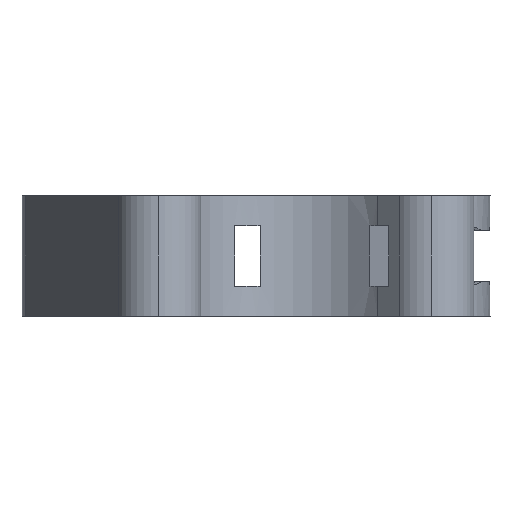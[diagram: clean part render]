
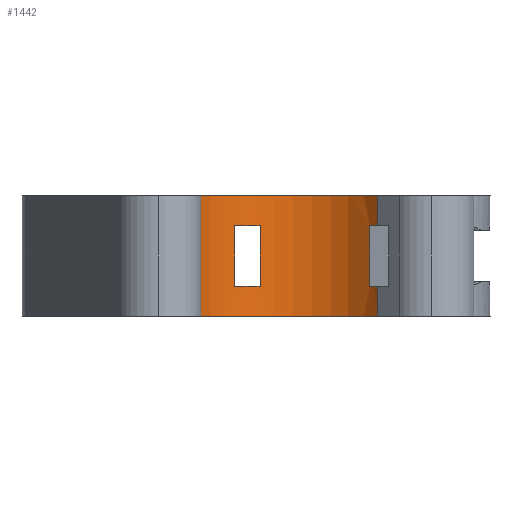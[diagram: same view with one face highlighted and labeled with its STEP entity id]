
A CAD part, left-side view. The second image highlights one B-rep face of the part: STEP entity #1442.
In plain terms, the highlighted cylindrical face has radius 13 mm (diameter 26 mm), a partial arc.
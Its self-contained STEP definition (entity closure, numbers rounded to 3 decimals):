
#330 = CARTESIAN_POINT ( 'NONE',  ( 0., 0., 3.5 ) ) ;
#331 = DIRECTION ( 'NONE',  ( 0., 0., -1. ) ) ;
#332 = VECTOR ( 'NONE', #331, 1000. ) ;
#333 = CARTESIAN_POINT ( 'NONE',  ( -4.073, 12.346, 14. ) ) ;
#335 = LINE ( 'NONE', #333, #332 ) ;
#336 = FACE_BOUND ( 'NONE', #1452, .T. ) ;
#339 = CARTESIAN_POINT ( 'NONE',  ( 12.369, 4., 3.5 ) ) ;
#354 = CARTESIAN_POINT ( 'NONE',  ( 0., 0., 10.5 ) ) ;
#355 = DIRECTION ( 'NONE',  ( 1., 0., 0. ) ) ;
#356 = DIRECTION ( 'NONE',  ( 0., 0., -1. ) ) ;
#358 = CARTESIAN_POINT ( 'NONE',  ( 8.655, -9.7, 14. ) ) ;
#359 = LINE ( 'NONE', #358, #413 ) ;
#361 = CIRCLE ( 'NONE', #368, 13. ) ;
#362 = DIRECTION ( 'NONE',  ( 0., 0., -1. ) ) ;
#363 = VECTOR ( 'NONE', #362, 1000. ) ;
#364 = CARTESIAN_POINT ( 'NONE',  ( 9.585, -8.783, 14. ) ) ;
#366 = AXIS2_PLACEMENT_3D ( 'NONE', #330, #356, #355 ) ;
#367 = LINE ( 'NONE', #364, #363 ) ;
#368 = AXIS2_PLACEMENT_3D ( 'NONE', #354, #417, #416 ) ;
#369 = DIRECTION ( 'NONE',  ( 0., 0., -1. ) ) ;
#370 = VECTOR ( 'NONE', #369, 1000. ) ;
#371 = CIRCLE ( 'NONE', #366, 13. ) ;
#374 = CARTESIAN_POINT ( 'NONE',  ( 8.655, -9.7, 14. ) ) ;
#375 = LINE ( 'NONE', #374, #370 ) ;
#376 = DIRECTION ( 'NONE',  ( -1., 0., 0. ) ) ;
#377 = DIRECTION ( 'NONE',  ( 0., 0., -1. ) ) ;
#378 = AXIS2_PLACEMENT_3D ( 'NONE', #381, #377, #376 ) ;
#381 = CARTESIAN_POINT ( 'NONE',  ( 0., 0., 14. ) ) ;
#382 = CYLINDRICAL_SURFACE ( 'NONE', #378, 13. ) ;
#383 = CARTESIAN_POINT ( 'NONE',  ( 9.585, -8.783, 10.5 ) ) ;
#386 = FACE_OUTER_BOUND ( 'NONE', #1784, .T. ) ;
#412 = DIRECTION ( 'NONE',  ( 0., 0., -1. ) ) ;
#413 = VECTOR ( 'NONE', #412, 1000. ) ;
#416 = DIRECTION ( 'NONE',  ( 1., 0., 0. ) ) ;
#417 = DIRECTION ( 'NONE',  ( 0., 0., -1. ) ) ;
#478 = CARTESIAN_POINT ( 'NONE',  ( 10.954, 7., 10.5 ) ) ;
#507 = DIRECTION ( 'NONE',  ( 1., 0., 0. ) ) ;
#508 = DIRECTION ( 'NONE',  ( 0., 0., -1. ) ) ;
#509 = CARTESIAN_POINT ( 'NONE',  ( 0., 0., 10.5 ) ) ;
#512 = DIRECTION ( 'NONE',  ( 0., 0., 1. ) ) ;
#513 = VECTOR ( 'NONE', #512, 1000. ) ;
#514 = CARTESIAN_POINT ( 'NONE',  ( 12.369, 4., 14. ) ) ;
#515 = LINE ( 'NONE', #514, #513 ) ;
#517 = CARTESIAN_POINT ( 'NONE',  ( 8.655, -9.7, 10.5 ) ) ;
#518 = DIRECTION ( 'NONE',  ( 0., 0., -1. ) ) ;
#519 = VECTOR ( 'NONE', #518, 1000. ) ;
#520 = CARTESIAN_POINT ( 'NONE',  ( 10.954, 7., 14. ) ) ;
#521 = LINE ( 'NONE', #520, #519 ) ;
#527 = CARTESIAN_POINT ( 'NONE',  ( 10.954, 7., 3.5 ) ) ;
#528 = AXIS2_PLACEMENT_3D ( 'NONE', #509, #508, #507 ) ;
#532 = CIRCLE ( 'NONE', #528, 13. ) ;
#554 = CARTESIAN_POINT ( 'NONE',  ( 12.369, 4., 10.5 ) ) ;
#742 = VERTEX_POINT ( 'NONE', #1692 ) ;
#806 = VERTEX_POINT ( 'NONE', #1883 ) ;
#808 = VERTEX_POINT ( 'NONE', #1875 ) ;
#836 = EDGE_CURVE ( 'NONE', #806, #808, #1934, .T. ) ;
#878 = VERTEX_POINT ( 'NONE', #1995 ) ;
#925 = EDGE_CURVE ( 'NONE', #965, #878, #2058, .T. ) ;
#965 = VERTEX_POINT ( 'NONE', #2188 ) ;
#1042 = EDGE_CURVE ( 'NONE', #1079, #742, #2286, .T. ) ;
#1079 = VERTEX_POINT ( 'NONE', #2405 ) ;
#1431 = EDGE_CURVE ( 'NONE', #965, #1079, #335, .T. ) ;
#1432 = ORIENTED_EDGE ( 'NONE', *, *, #2596, .F. ) ;
#1442 = ADVANCED_FACE ( 'NONE', ( #336, #386 ), #382, .F. ) ;
#1452 = EDGE_LOOP ( 'NONE', ( #1432, #1455, #2593, #2592 ) ) ;
#1455 = ORIENTED_EDGE ( 'NONE', *, *, #2601, .T. ) ;
#1692 = CARTESIAN_POINT ( 'NONE',  ( 8.655, -9.7, 0. ) ) ;
#1778 = ORIENTED_EDGE ( 'NONE', *, *, #1779, .F. ) ;
#1779 = EDGE_CURVE ( 'NONE', #878, #2600, #375, .T. ) ;
#1780 = VERTEX_POINT ( 'NONE', #339 ) ;
#1781 = VERTEX_POINT ( 'NONE', #383 ) ;
#1782 = EDGE_CURVE ( 'NONE', #1781, #806, #367, .T. ) ;
#1783 = ORIENTED_EDGE ( 'NONE', *, *, #1782, .F. ) ;
#1784 = EDGE_LOOP ( 'NONE', ( #1783, #1794, #1778, #1789, #1793, #1795, #1790, #1791 ) ) ;
#1785 = EDGE_CURVE ( 'NONE', #2604, #1780, #371, .T. ) ;
#1786 = EDGE_CURVE ( 'NONE', #1781, #2600, #361, .T. ) ;
#1789 = ORIENTED_EDGE ( 'NONE', *, *, #925, .F. ) ;
#1790 = ORIENTED_EDGE ( 'NONE', *, *, #1796, .F. ) ;
#1791 = ORIENTED_EDGE ( 'NONE', *, *, #836, .F. ) ;
#1793 = ORIENTED_EDGE ( 'NONE', *, *, #1431, .T. ) ;
#1794 = ORIENTED_EDGE ( 'NONE', *, *, #1786, .T. ) ;
#1795 = ORIENTED_EDGE ( 'NONE', *, *, #1042, .T. ) ;
#1796 = EDGE_CURVE ( 'NONE', #808, #742, #359, .T. ) ;
#1875 = CARTESIAN_POINT ( 'NONE',  ( 8.655, -9.7, 3.5 ) ) ;
#1883 = CARTESIAN_POINT ( 'NONE',  ( 9.585, -8.783, 3.5 ) ) ;
#1885 = CARTESIAN_POINT ( 'NONE',  ( 0., 0., 3.5 ) ) ;
#1931 = DIRECTION ( 'NONE',  ( 1., 0., 0. ) ) ;
#1932 = DIRECTION ( 'NONE',  ( 0., 0., -1. ) ) ;
#1933 = AXIS2_PLACEMENT_3D ( 'NONE', #1885, #1932, #1931 ) ;
#1934 = CIRCLE ( 'NONE', #1933, 13. ) ;
#1995 = CARTESIAN_POINT ( 'NONE',  ( 8.655, -9.7, 14. ) ) ;
#2058 = CIRCLE ( 'NONE', #2069, 13. ) ;
#2069 = AXIS2_PLACEMENT_3D ( 'NONE', #2106, #2105, #2104 ) ;
#2104 = DIRECTION ( 'NONE',  ( 1., 0., 0. ) ) ;
#2105 = DIRECTION ( 'NONE',  ( 0., 0., -1. ) ) ;
#2106 = CARTESIAN_POINT ( 'NONE',  ( 0., 0., 14. ) ) ;
#2188 = CARTESIAN_POINT ( 'NONE',  ( -4.073, 12.346, 14. ) ) ;
#2284 = CARTESIAN_POINT ( 'NONE',  ( 0., 0., 0. ) ) ;
#2285 = AXIS2_PLACEMENT_3D ( 'NONE', #2284, #2348, #2347 ) ;
#2286 = CIRCLE ( 'NONE', #2285, 13. ) ;
#2347 = DIRECTION ( 'NONE',  ( 1., 0., 0. ) ) ;
#2348 = DIRECTION ( 'NONE',  ( 0., 0., -1. ) ) ;
#2405 = CARTESIAN_POINT ( 'NONE',  ( -4.073, 12.346, 0. ) ) ;
#2592 = ORIENTED_EDGE ( 'NONE', *, *, #1785, .F. ) ;
#2593 = ORIENTED_EDGE ( 'NONE', *, *, #2599, .F. ) ;
#2595 = VERTEX_POINT ( 'NONE', #478 ) ;
#2596 = EDGE_CURVE ( 'NONE', #2595, #2604, #521, .T. ) ;
#2599 = EDGE_CURVE ( 'NONE', #1780, #2608, #515, .T. ) ;
#2600 = VERTEX_POINT ( 'NONE', #517 ) ;
#2601 = EDGE_CURVE ( 'NONE', #2595, #2608, #532, .T. ) ;
#2604 = VERTEX_POINT ( 'NONE', #527 ) ;
#2608 = VERTEX_POINT ( 'NONE', #554 ) ;
